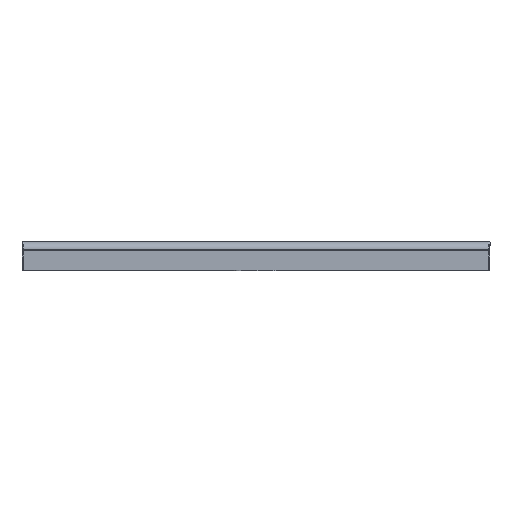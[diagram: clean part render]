
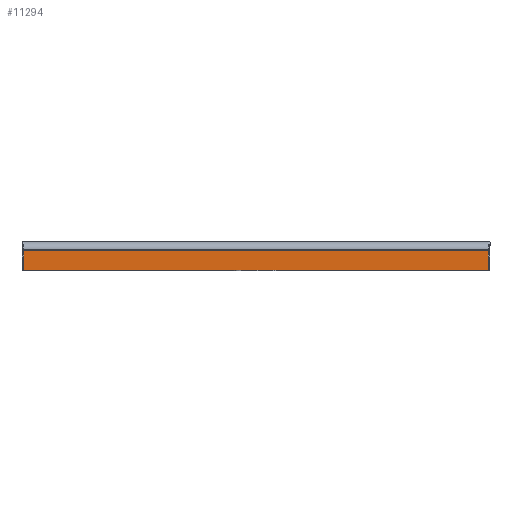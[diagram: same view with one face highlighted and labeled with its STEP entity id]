
A CAD part, front view. The second image highlights one B-rep face of the part: STEP entity #11294.
In plain terms, the highlighted planar face has unit normal (0, -1, 0).
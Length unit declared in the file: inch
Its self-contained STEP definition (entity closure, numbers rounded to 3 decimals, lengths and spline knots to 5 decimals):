
#560 = VECTOR ( 'NONE', #21541, 39.37008 ) ;
#576 = LINE ( 'NONE', #21540, #560 ) ;
#580 = VECTOR ( 'NONE', #21619, 39.37008 ) ;
#598 = VECTOR ( 'NONE', #21569, 39.37008 ) ;
#602 = LINE ( 'NONE', #21554, #598 ) ;
#619 = LINE ( 'NONE', #21617, #580 ) ;
#774 = FACE_OUTER_BOUND ( 'NONE', #26786, .T. ) ;
#989 = LINE ( 'NONE', #28347, #998 ) ;
#998 = VECTOR ( 'NONE', #28341, 39.37008 ) ;
#2532 = VERTEX_POINT ( 'NONE', #23371 ) ;
#2550 = VERTEX_POINT ( 'NONE', #23377 ) ;
#4417 = ORIENTED_EDGE ( 'NONE', *, *, #4844, .F. ) ;
#4432 = ORIENTED_EDGE ( 'NONE', *, *, #19552, .F. ) ;
#4456 = ORIENTED_EDGE ( 'NONE', *, *, #4865, .F. ) ;
#4494 = ORIENTED_EDGE ( 'NONE', *, *, #4837, .F. ) ;
#4837 = EDGE_CURVE ( 'NONE', #5325, #2532, #576, .T. ) ;
#4844 = EDGE_CURVE ( 'NONE', #2550, #5282, #602, .T. ) ;
#4865 = EDGE_CURVE ( 'NONE', #2532, #2550, #619, .T. ) ;
#5282 = VERTEX_POINT ( 'NONE', #7363 ) ;
#5325 = VERTEX_POINT ( 'NONE', #7405 ) ;
#7363 = CARTESIAN_POINT ( 'NONE',  ( -22.42126, -0.775, 1.96529 ) ) ;
#7405 = CARTESIAN_POINT ( 'NONE',  ( 22.42126, -0.775, 1.96529 ) ) ;
#7964 = DIRECTION ( 'NONE',  ( 0., 0., 1. ) ) ;
#7969 = CARTESIAN_POINT ( 'NONE',  ( 127.57874, -0.775, 1.96529 ) ) ;
#7978 = DIRECTION ( 'NONE',  ( 0., 1., 0. ) ) ;
#7984 = PLANE ( 'NONE',  #18582 ) ;
#11294 = ADVANCED_FACE ( 'NONE', ( #774 ), #7984, .F. ) ;
#18582 = AXIS2_PLACEMENT_3D ( 'NONE', #7969, #7978, #7964 ) ;
#19552 = EDGE_CURVE ( 'NONE', #5282, #5325, #989, .T. ) ;
#21540 = CARTESIAN_POINT ( 'NONE',  ( 22.42126, -0.775, 1.96529 ) ) ;
#21541 = DIRECTION ( 'NONE',  ( 0., 0., -1. ) ) ;
#21554 = CARTESIAN_POINT ( 'NONE',  ( -22.42126, -0.775, 1.96529 ) ) ;
#21569 = DIRECTION ( 'NONE',  ( 0., 0., 1. ) ) ;
#21617 = CARTESIAN_POINT ( 'NONE',  ( 127.57874, -0.775, 0.01 ) ) ;
#21619 = DIRECTION ( 'NONE',  ( -1., 0., 0. ) ) ;
#23371 = CARTESIAN_POINT ( 'NONE',  ( 22.42126, -0.775, 0.01 ) ) ;
#23377 = CARTESIAN_POINT ( 'NONE',  ( -22.42126, -0.775, 0.01 ) ) ;
#26786 = EDGE_LOOP ( 'NONE', ( #4432, #4417, #4456, #4494 ) ) ;
#28341 = DIRECTION ( 'NONE',  ( 1., 0., 0. ) ) ;
#28347 = CARTESIAN_POINT ( 'NONE',  ( 127.57874, -0.775, 1.96529 ) ) ;
